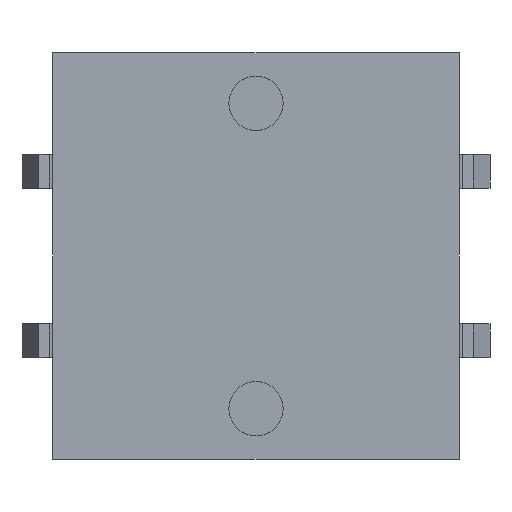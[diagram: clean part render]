
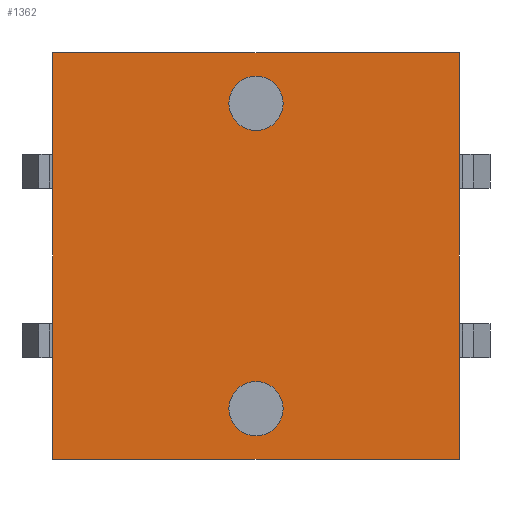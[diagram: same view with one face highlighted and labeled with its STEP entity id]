
A CAD part, front view. The second image highlights one B-rep face of the part: STEP entity #1362.
In plain terms, the highlighted planar face has unit normal (0, -1, 0).
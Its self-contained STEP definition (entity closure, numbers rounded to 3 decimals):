
#20 = EDGE_CURVE ( 'NONE', #508, #2361, #596, .T. ) ;
#78 = VERTEX_POINT ( 'NONE', #705 ) ;
#142 = VERTEX_POINT ( 'NONE', #1061 ) ;
#164 = ORIENTED_EDGE ( 'NONE', *, *, #361, .F. ) ;
#177 = ORIENTED_EDGE ( 'NONE', *, *, #375, .T. ) ;
#220 = EDGE_LOOP ( 'NONE', ( #2348, #341 ) ) ;
#226 = ORIENTED_EDGE ( 'NONE', *, *, #343, .F. ) ;
#255 = VERTEX_POINT ( 'NONE', #1575 ) ;
#264 = EDGE_LOOP ( 'NONE', ( #164, #226 ) ) ;
#301 = EDGE_CURVE ( 'NONE', #255, #927, #1714, .T. ) ;
#341 = ORIENTED_EDGE ( 'NONE', *, *, #20, .F. ) ;
#343 = EDGE_CURVE ( 'NONE', #363, #78, #1846, .T. ) ;
#361 = EDGE_CURVE ( 'NONE', #78, #363, #1904, .T. ) ;
#363 = VERTEX_POINT ( 'NONE', #1923 ) ;
#375 = EDGE_CURVE ( 'NONE', #142, #927, #1948, .T. ) ;
#448 = EDGE_CURVE ( 'NONE', #2481, #255, #1321, .T. ) ;
#508 = VERTEX_POINT ( 'NONE', #589 ) ;
#526 = EDGE_CURVE ( 'NONE', #2361, #508, #806, .T. ) ;
#531 = EDGE_CURVE ( 'NONE', #2481, #142, #890, .T. ) ;
#589 = CARTESIAN_POINT ( 'NONE',  ( 0.8, 0., 4.5 ) ) ;
#596 = CIRCLE ( 'NONE', #597, 0.8 ) ;
#597 = AXIS2_PLACEMENT_3D ( 'NONE', #598, #599, #600 ) ;
#598 = CARTESIAN_POINT ( 'NONE',  ( 0., 0., 4.5 ) ) ;
#599 = DIRECTION ( 'NONE',  ( 0., -1., 0. ) ) ;
#600 = DIRECTION ( 'NONE',  ( -1., 0., 0. ) ) ;
#705 = CARTESIAN_POINT ( 'NONE',  ( -0.8, 0., -4.5 ) ) ;
#806 = CIRCLE ( 'NONE', #807, 0.8 ) ;
#807 = AXIS2_PLACEMENT_3D ( 'NONE', #808, #809, #810 ) ;
#808 = CARTESIAN_POINT ( 'NONE',  ( 0., 0., 4.5 ) ) ;
#809 = DIRECTION ( 'NONE',  ( 0., -1., 0. ) ) ;
#810 = DIRECTION ( 'NONE',  ( -1., 0., 0. ) ) ;
#832 = CARTESIAN_POINT ( 'NONE',  ( -0.8, 0., 4.5 ) ) ;
#890 = LINE ( 'NONE', #891, #892 ) ;
#891 = CARTESIAN_POINT ( 'NONE',  ( -6., 0., 6. ) ) ;
#892 = VECTOR ( 'NONE', #893, 1000. ) ;
#893 = DIRECTION ( 'NONE',  ( 0., 0., -1. ) ) ;
#927 = VERTEX_POINT ( 'NONE', #1187 ) ;
#1061 = CARTESIAN_POINT ( 'NONE',  ( -6., 0., -6. ) ) ;
#1187 = CARTESIAN_POINT ( 'NONE',  ( 6., 0., -6. ) ) ;
#1321 = LINE ( 'NONE', #1322, #1323 ) ;
#1322 = CARTESIAN_POINT ( 'NONE',  ( -6., 0., 6. ) ) ;
#1323 = VECTOR ( 'NONE', #1324, 1000. ) ;
#1324 = DIRECTION ( 'NONE',  ( 1., 0., 0. ) ) ;
#1362 = ADVANCED_FACE ( 'NONE', ( #1443, #1444, #1445 ), #1446, .F. ) ;
#1443 = FACE_BOUND ( 'NONE', #220, .T. ) ;
#1444 = FACE_OUTER_BOUND ( 'NONE', #1500, .T. ) ;
#1445 = FACE_BOUND ( 'NONE', #264, .T. ) ;
#1446 = PLANE ( 'NONE',  #1447 ) ;
#1447 = AXIS2_PLACEMENT_3D ( 'NONE', #1448, #1449, #1450 ) ;
#1448 = CARTESIAN_POINT ( 'NONE',  ( -6., 0., 6. ) ) ;
#1449 = DIRECTION ( 'NONE',  ( 0., 1., 0. ) ) ;
#1450 = DIRECTION ( 'NONE',  ( -1., 0., 0. ) ) ;
#1500 = EDGE_LOOP ( 'NONE', ( #177, #2387, #2480, #2321 ) ) ;
#1514 = CARTESIAN_POINT ( 'NONE',  ( -6., 0., 6. ) ) ;
#1575 = CARTESIAN_POINT ( 'NONE',  ( 6., 0., 6. ) ) ;
#1714 = LINE ( 'NONE', #1715, #1716 ) ;
#1715 = CARTESIAN_POINT ( 'NONE',  ( 6., 0., 6. ) ) ;
#1716 = VECTOR ( 'NONE', #1717, 1000. ) ;
#1717 = DIRECTION ( 'NONE',  ( 0., 0., -1. ) ) ;
#1846 = CIRCLE ( 'NONE', #1847, 0.8 ) ;
#1847 = AXIS2_PLACEMENT_3D ( 'NONE', #1848, #1849, #1850 ) ;
#1848 = CARTESIAN_POINT ( 'NONE',  ( 0., 0., -4.5 ) ) ;
#1849 = DIRECTION ( 'NONE',  ( 0., -1., 0. ) ) ;
#1850 = DIRECTION ( 'NONE',  ( -1., 0., 0. ) ) ;
#1904 = CIRCLE ( 'NONE', #1905, 0.8 ) ;
#1905 = AXIS2_PLACEMENT_3D ( 'NONE', #1906, #1907, #1908 ) ;
#1906 = CARTESIAN_POINT ( 'NONE',  ( 0., 0., -4.5 ) ) ;
#1907 = DIRECTION ( 'NONE',  ( 0., -1., 0. ) ) ;
#1908 = DIRECTION ( 'NONE',  ( -1., 0., 0. ) ) ;
#1923 = CARTESIAN_POINT ( 'NONE',  ( 0.8, 0., -4.5 ) ) ;
#1948 = LINE ( 'NONE', #1949, #1950 ) ;
#1949 = CARTESIAN_POINT ( 'NONE',  ( -6., 0., -6. ) ) ;
#1950 = VECTOR ( 'NONE', #1951, 1000. ) ;
#1951 = DIRECTION ( 'NONE',  ( 1., 0., 0. ) ) ;
#2321 = ORIENTED_EDGE ( 'NONE', *, *, #531, .T. ) ;
#2348 = ORIENTED_EDGE ( 'NONE', *, *, #526, .F. ) ;
#2361 = VERTEX_POINT ( 'NONE', #832 ) ;
#2387 = ORIENTED_EDGE ( 'NONE', *, *, #301, .F. ) ;
#2480 = ORIENTED_EDGE ( 'NONE', *, *, #448, .F. ) ;
#2481 = VERTEX_POINT ( 'NONE', #1514 ) ;
